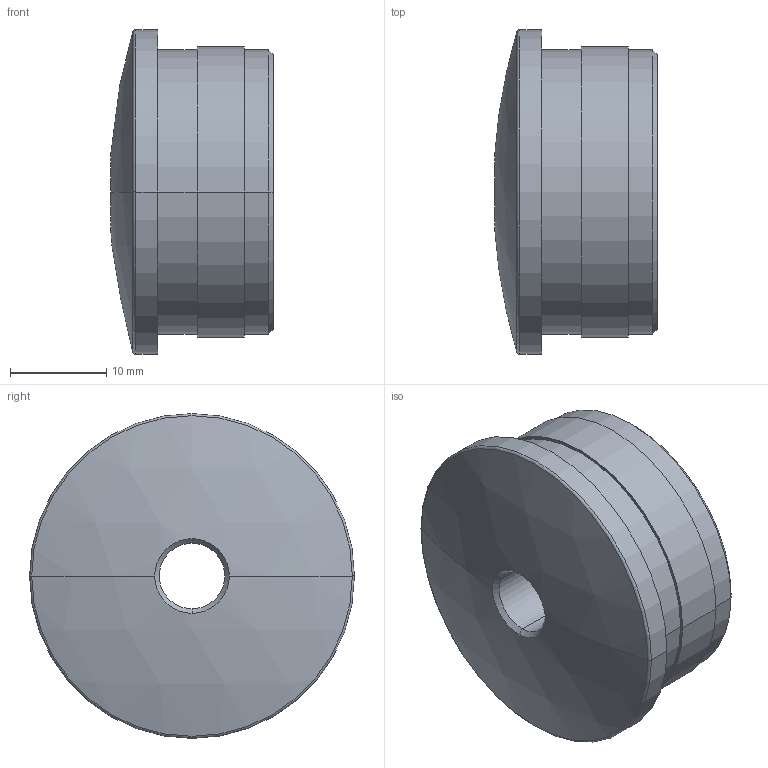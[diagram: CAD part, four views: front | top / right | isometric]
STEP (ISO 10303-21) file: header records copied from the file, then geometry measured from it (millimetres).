
FILE_DESCRIPTION (( 'STEP AP203' ), '1' );
FILE_NAME ('A_5735-233-R.STEP', '2019-01-11T09:48:16', ( '' ), ( '' ), 'SwSTEP 2.0', 'SolidWorks 2018', '' );
FILE_SCHEMA (( 'CONFIG_CONTROL_DESIGN' ));
Length unit declared in the file: millimetre
Products named in the file (1): A_5735-233-R
Bounding box: 16.87 x 33.7 x 33.7 mm (x, y, z)
Volume: 4335.3 mm3; surface area: 4843.2 mm2
Topology: 1 solids, 1 shells, 103 faces, 252 edges, 146 vertices
Faces by surface type: cylinder 28, bspline 28, torus 24, plane 13, sphere 6, cone 4
Entity records: 3643 total; most frequent: CARTESIAN_POINT 1376, ORIENTED_EDGE 488, DIRECTION 432, EDGE_CURVE 244, AXIS2_PLACEMENT_3D 194, VERTEX_POINT 146, CIRCLE 118, EDGE_LOOP 108
